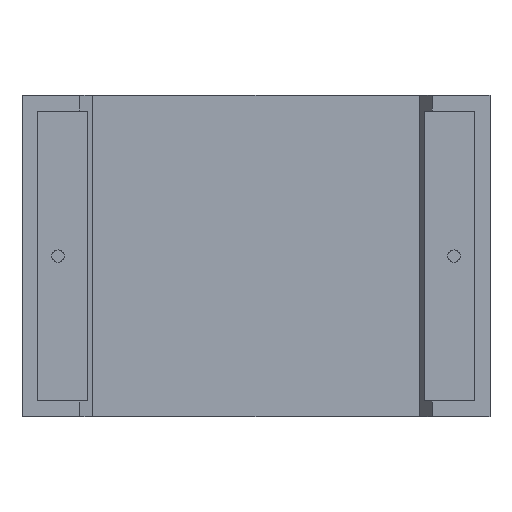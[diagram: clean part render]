
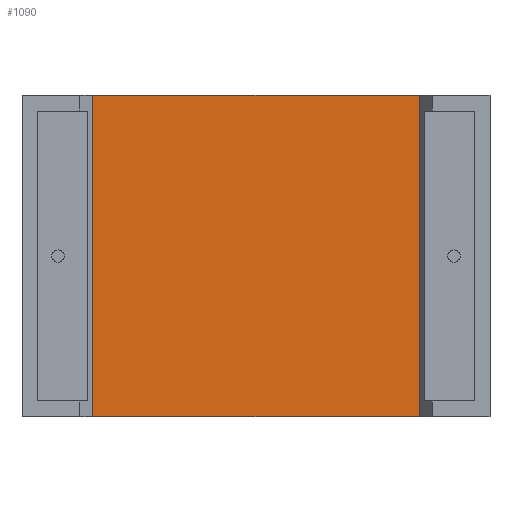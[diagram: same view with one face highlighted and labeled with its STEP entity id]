
A CAD part, front view. The second image highlights one B-rep face of the part: STEP entity #1090.
In plain terms, the highlighted planar face has unit normal (0, -1, 0).
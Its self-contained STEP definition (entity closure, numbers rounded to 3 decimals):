
#41 = DIRECTION ( 'NONE',  ( 0., 0., 1. ) ) ;
#81 = PLANE ( 'NONE',  #2616 ) ;
#117 = LINE ( 'NONE', #2721, #1066 ) ;
#177 = VERTEX_POINT ( 'NONE', #2339 ) ;
#287 = DIRECTION ( 'NONE',  ( 0., 1., 0. ) ) ;
#311 = FACE_OUTER_BOUND ( 'NONE', #1006, .T. ) ;
#312 = EDGE_CURVE ( 'NONE', #1629, #2282, #540, .T. ) ;
#414 = ORIENTED_EDGE ( 'NONE', *, *, #566, .T. ) ;
#422 = CARTESIAN_POINT ( 'NONE',  ( 4.903, 1.286, 0. ) ) ;
#467 = ORIENTED_EDGE ( 'NONE', *, *, #1603, .F. ) ;
#528 = VECTOR ( 'NONE', #2131, 1000. ) ;
#537 = VECTOR ( 'NONE', #41, 1000. ) ;
#540 = LINE ( 'NONE', #1882, #528 ) ;
#566 = EDGE_CURVE ( 'NONE', #2512, #2282, #1230, .T. ) ;
#584 = DIRECTION ( 'NONE',  ( -1., 0., 0. ) ) ;
#999 = DIRECTION ( 'NONE',  ( -1., 0., 0. ) ) ;
#1006 = EDGE_LOOP ( 'NONE', ( #414, #2826, #467, #2992 ) ) ;
#1066 = VECTOR ( 'NONE', #584, 1000. ) ;
#1090 = ADVANCED_FACE ( 'NONE', ( #311 ), #81, .F. ) ;
#1230 = LINE ( 'NONE', #1498, #2248 ) ;
#1441 = EDGE_CURVE ( 'NONE', #177, #2512, #1702, .T. ) ;
#1480 = CARTESIAN_POINT ( 'NONE',  ( 27.597, 1.286, 0. ) ) ;
#1498 = CARTESIAN_POINT ( 'NONE',  ( 16.25, 1.286, 22.3 ) ) ;
#1603 = EDGE_CURVE ( 'NONE', #177, #1629, #117, .T. ) ;
#1629 = VERTEX_POINT ( 'NONE', #422 ) ;
#1664 = DIRECTION ( 'NONE',  ( -1., 0., 0. ) ) ;
#1702 = LINE ( 'NONE', #1480, #537 ) ;
#1782 = CARTESIAN_POINT ( 'NONE',  ( 4.903, 1.286, 22.3 ) ) ;
#1882 = CARTESIAN_POINT ( 'NONE',  ( 4.903, 1.286, 0. ) ) ;
#2131 = DIRECTION ( 'NONE',  ( 0., 0., 1. ) ) ;
#2248 = VECTOR ( 'NONE', #1664, 1000. ) ;
#2282 = VERTEX_POINT ( 'NONE', #1782 ) ;
#2339 = CARTESIAN_POINT ( 'NONE',  ( 27.597, 1.286, 0. ) ) ;
#2457 = CARTESIAN_POINT ( 'NONE',  ( 16.25, 1.286, 0. ) ) ;
#2512 = VERTEX_POINT ( 'NONE', #2913 ) ;
#2616 = AXIS2_PLACEMENT_3D ( 'NONE', #2457, #287, #999 ) ;
#2721 = CARTESIAN_POINT ( 'NONE',  ( 16.25, 1.286, 0. ) ) ;
#2826 = ORIENTED_EDGE ( 'NONE', *, *, #312, .F. ) ;
#2913 = CARTESIAN_POINT ( 'NONE',  ( 27.597, 1.286, 22.3 ) ) ;
#2992 = ORIENTED_EDGE ( 'NONE', *, *, #1441, .T. ) ;
